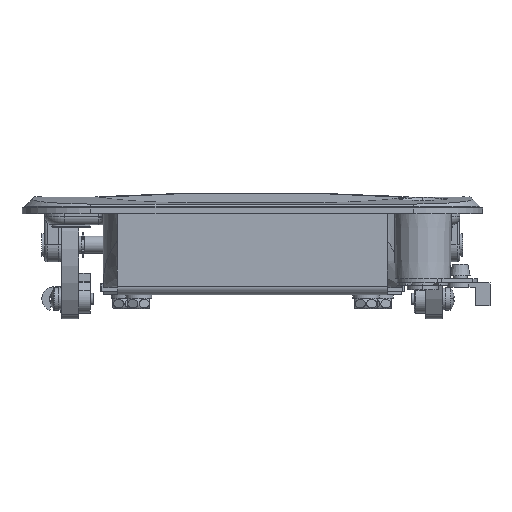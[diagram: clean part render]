
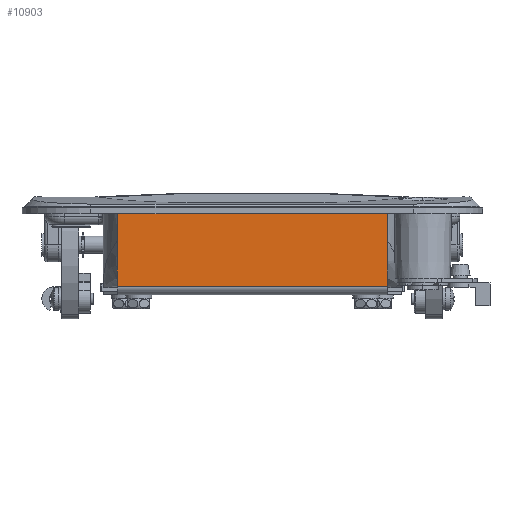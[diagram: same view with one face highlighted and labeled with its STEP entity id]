
A CAD part, front view. The second image highlights one B-rep face of the part: STEP entity #10903.
In plain terms, the highlighted planar face has unit normal (0, -1, 0).
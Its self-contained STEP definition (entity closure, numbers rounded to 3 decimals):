
#1789 = CARTESIAN_POINT ( 'NONE',  ( 27., -59., 47.5 ) ) ;
#2355 = FACE_OUTER_BOUND ( 'NONE', #12422, .T. ) ;
#2418 = ORIENTED_EDGE ( 'NONE', *, *, #18088, .T. ) ;
#2630 = LINE ( 'NONE', #18261, #28155 ) ;
#2694 = VERTEX_POINT ( 'NONE', #30876 ) ;
#3066 = VERTEX_POINT ( 'NONE', #22857 ) ;
#4625 = CARTESIAN_POINT ( 'NONE',  ( 27., -59., -47.5 ) ) ;
#5793 = VERTEX_POINT ( 'NONE', #1789 ) ;
#5853 = VECTOR ( 'NONE', #12431, 1000. ) ;
#8430 = LINE ( 'NONE', #33037, #14369 ) ;
#10066 = DIRECTION ( 'NONE',  ( -1., 0., 0. ) ) ;
#10903 = ADVANCED_FACE ( 'NONE', ( #2355 ), #26367, .F. ) ;
#11093 = CARTESIAN_POINT ( 'NONE',  ( -1.5, -59., 52.5 ) ) ;
#12422 = EDGE_LOOP ( 'NONE', ( #13319, #2418, #18148, #20812 ) ) ;
#12431 = DIRECTION ( 'NONE',  ( 0., 0., -1. ) ) ;
#13133 = CARTESIAN_POINT ( 'NONE',  ( 27.001, -59., 47.5 ) ) ;
#13251 = DIRECTION ( 'NONE',  ( 0., 0., -1. ) ) ;
#13319 = ORIENTED_EDGE ( 'NONE', *, *, #18494, .T. ) ;
#13422 = LINE ( 'NONE', #27714, #5853 ) ;
#13613 = VERTEX_POINT ( 'NONE', #4625 ) ;
#13628 = DIRECTION ( 'NONE',  ( 0., 1., 0. ) ) ;
#14369 = VECTOR ( 'NONE', #10066, 1000. ) ;
#18088 = EDGE_CURVE ( 'NONE', #2694, #3066, #2630, .T. ) ;
#18148 = ORIENTED_EDGE ( 'NONE', *, *, #22378, .F. ) ;
#18261 = CARTESIAN_POINT ( 'NONE',  ( 1.5, -59., 52.5 ) ) ;
#18494 = EDGE_CURVE ( 'NONE', #5793, #2694, #32930, .T. ) ;
#20141 = VECTOR ( 'NONE', #28528, 1000. ) ;
#20812 = ORIENTED_EDGE ( 'NONE', *, *, #25442, .F. ) ;
#22378 = EDGE_CURVE ( 'NONE', #13613, #3066, #8430, .T. ) ;
#22857 = CARTESIAN_POINT ( 'NONE',  ( 1.5, -59., -47.5 ) ) ;
#23951 = AXIS2_PLACEMENT_3D ( 'NONE', #11093, #13628, #31478 ) ;
#25442 = EDGE_CURVE ( 'NONE', #5793, #13613, #13422, .T. ) ;
#26367 = PLANE ( 'NONE',  #23951 ) ;
#27714 = CARTESIAN_POINT ( 'NONE',  ( 27., -59., 52.5 ) ) ;
#28155 = VECTOR ( 'NONE', #13251, 1000. ) ;
#28528 = DIRECTION ( 'NONE',  ( -1., 0., 0. ) ) ;
#30876 = CARTESIAN_POINT ( 'NONE',  ( 1.5, -59., 47.5 ) ) ;
#31478 = DIRECTION ( 'NONE',  ( 0., 0., 1. ) ) ;
#32930 = LINE ( 'NONE', #13133, #20141 ) ;
#33037 = CARTESIAN_POINT ( 'NONE',  ( 27.001, -59., -47.5 ) ) ;
